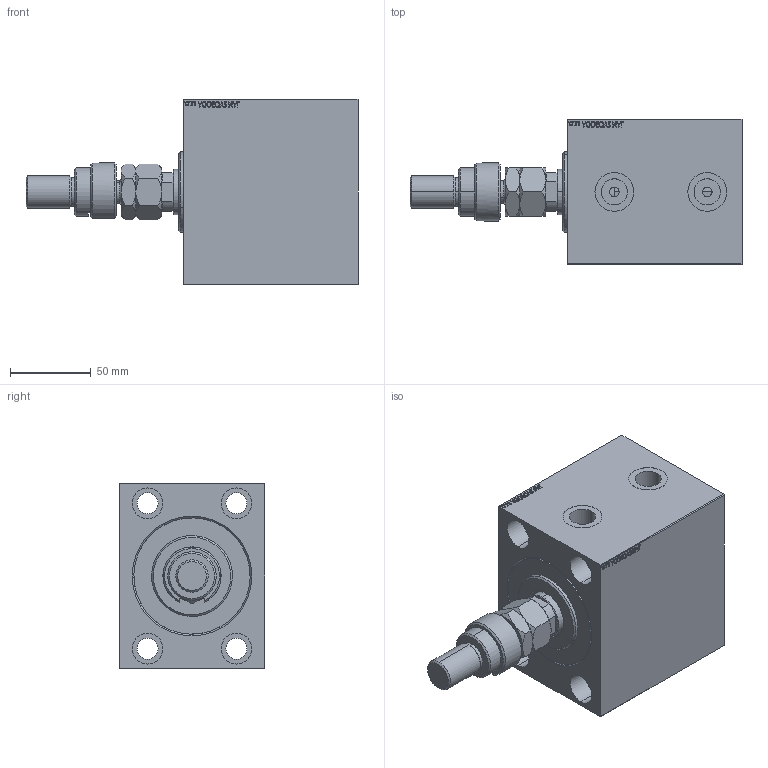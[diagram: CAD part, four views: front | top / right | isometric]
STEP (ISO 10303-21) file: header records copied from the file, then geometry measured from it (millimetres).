
FILE_DESCRIPTION (( 'STEP AP203' ), '1' );
FILE_NAME ('6dea.STEP', '2022-04-17T06:31:39', ( '' ), ( '' ), 'SwSTEP 2.0', 'SolidWorks 2019', '' );
FILE_SCHEMA (( 'CONFIG_CONTROL_DESIGN' ));
Length unit declared in the file: millimetre
Products named in the file (7): DFA bdadc2051e8d4ed47e55382bb266ab41; 6dea; MFA bdadc2051e8d4ed47e55382bb266ab41; V450CM_C_VCP bdadc2051e8d4ed47e55382bb266ab41; FEMALE_PART_FOR_DFA bdadc2051e8d4ed47e55382bb266ab41; V450CM_VC_B bdadc2051e8d4ed47e55382bb266ab41; V450CM_C_Body bdadc2051e8d4ed47e55382bb266ab41
Assembly tree (6 placements, depth 3):
  6dea
    V450CM_C_Body bdadc2051e8d4ed47e55382bb266ab41
    V450CM_C_VCP bdadc2051e8d4ed47e55382bb266ab41
    V450CM_VC_B bdadc2051e8d4ed47e55382bb266ab41
    DFA bdadc2051e8d4ed47e55382bb266ab41
      FEMALE_PART_FOR_DFA bdadc2051e8d4ed47e55382bb266ab41
      MFA bdadc2051e8d4ed47e55382bb266ab41
Bounding box: 205.5 x 90 x 115 mm (x, y, z)
Volume: 1010224.3 mm3; surface area: 154152.1 mm2
Topology: 5 solids, 5 shells, 966 faces, 2441 edges, 1601 vertices
Faces by surface type: plane 443, bspline 380, cylinder 85, cone 54, torus 4
Entity records: 47562 total; most frequent: CARTESIAN_POINT 26118, ORIENTED_EDGE 4878, DIRECTION 3023, EDGE_CURVE 2439, VERTEX_POINT 1601, VECTOR 1379, LINE 1379, EDGE_LOOP 1102
